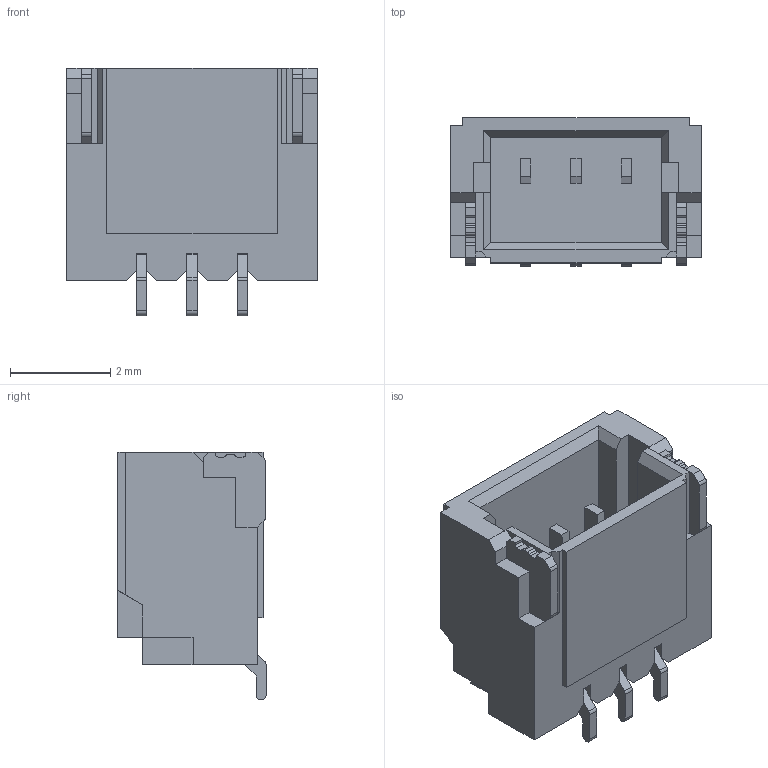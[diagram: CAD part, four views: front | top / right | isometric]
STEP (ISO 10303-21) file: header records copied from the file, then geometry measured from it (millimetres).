
FILE_DESCRIPTION (( 'STEP AP214' ), '1' );
FILE_NAME ('SM03B-SRSS-TB(LF)(SN).STEP', '2021-08-04T12:10:30', ( '' ), ( '' ), 'SwSTEP 2.0', 'SolidWorks 2018', '' );
FILE_SCHEMA (( 'AUTOMOTIVE_DESIGN' ));
Length unit declared in the file: millimetre
Products named in the file (1): SM03B-SRSS-TB(LF)(SN)
Bounding box: 5 x 2.96 x 4.95 mm (x, y, z)
Volume: 34.8 mm3; surface area: 163.1 mm2
Topology: 6 solids, 6 shells, 204 faces, 571 edges, 376 vertices
Faces by surface type: plane 167, cylinder 37
Entity records: 8768 total; most frequent: CARTESIAN_POINT 1152, ORIENTED_EDGE 1142, DIRECTION 1055, EDGE_CURVE 571, VECTOR 497, LINE 497, VERTEX_POINT 376, AXIS2_PLACEMENT_3D 279
